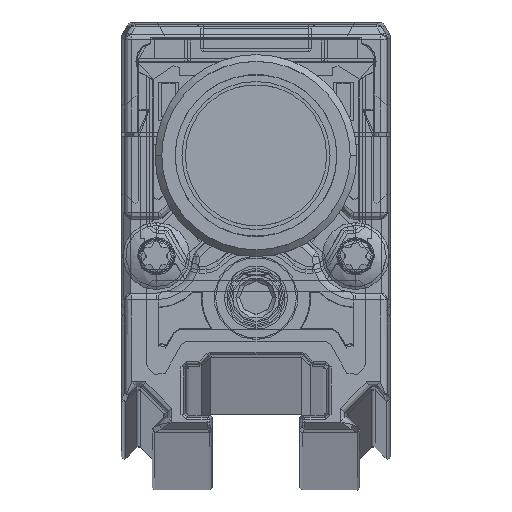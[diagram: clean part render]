
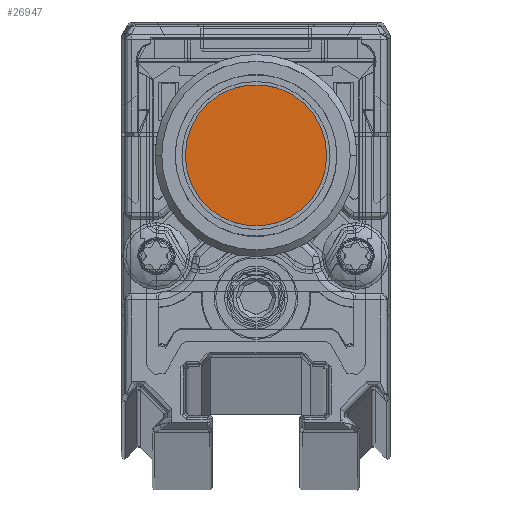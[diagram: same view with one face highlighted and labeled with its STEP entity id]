
A CAD part, top view. The second image highlights one B-rep face of the part: STEP entity #26947.
In plain terms, the highlighted face is planar.
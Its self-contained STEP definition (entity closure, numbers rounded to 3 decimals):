
#26147=CARTESIAN_POINT('',(0.,0.,0.));
#26148=DIRECTION('',(0.,-1.,0.));
#26149=DIRECTION('',(1.,0.,0.));
#26150=AXIS2_PLACEMENT_3D('',#26147,#26148,#26149);
#26152=CARTESIAN_POINT('',(0.,0.,0.));
#26153=DIRECTION('',(0.,-1.,0.));
#26154=DIRECTION('',(-1.,0.,0.));
#26155=AXIS2_PLACEMENT_3D('',#26152,#26153,#26154);
#26253=CARTESIAN_POINT('',(-5.25,0.,0.));
#26254=VERTEX_POINT('',#26253);
#26255=CARTESIAN_POINT('',(5.25,0.,0.));
#26256=VERTEX_POINT('',#26255);
#26938=CARTESIAN_POINT('',(0.,0.,0.));
#26939=DIRECTION('',(0.,-1.,0.));
#26940=DIRECTION('',(1.,0.,0.));
#26941=AXIS2_PLACEMENT_3D('',#26938,#26939,#26940);
#26942=PLANE('',#26941);
#26943=ORIENTED_EDGE('',*,*,#26924,.T.);
#26944=ORIENTED_EDGE('',*,*,#26906,.T.);
#26945=EDGE_LOOP('',(#26943,#26944));
#26946=FACE_OUTER_BOUND('',#26945,.F.);
#26947=ADVANCED_FACE('',(#26946),#26942,.F.);
#26151=CIRCLE('',#26150,5.25);
#26156=CIRCLE('',#26155,5.25);
#26906=EDGE_CURVE('',#26254,#26256,#26156,.T.);
#26924=EDGE_CURVE('',#26256,#26254,#26151,.T.);
